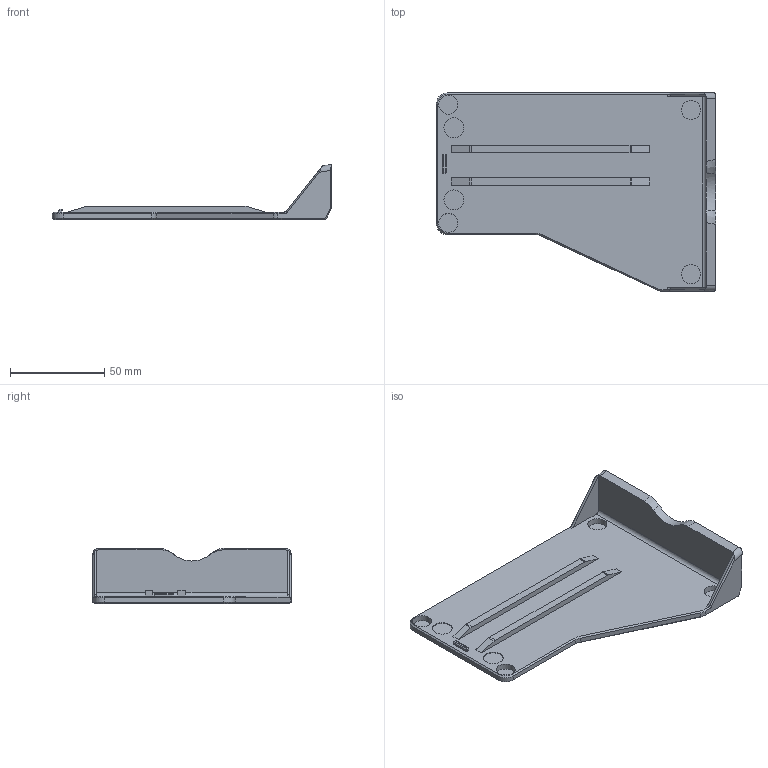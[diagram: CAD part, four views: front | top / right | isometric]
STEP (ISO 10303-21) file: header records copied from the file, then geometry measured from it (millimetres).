
FILE_DESCRIPTION(/* description */ ('STEP AP242','CAx-IF Rec.Pracs.---Representation and Presentation of Product Manufacturing Information (PMI)---4.0---2014-10-13','CAx-IF Rec.Pracs.---3D Tessellated Geometry---0.4---2014-09-14','2;1','CAx-IF Rec.Pracs.---User Defined Attributes---1.5---2016-08-15'),/* implementation_level */ '2;1');
FILE_NAME(/* name */ '690e2df217b50695307229e1',/* time_stamp */ '2025-11-07T17:35:47Z',/* author */ (''),/* organization */ (''),/* preprocessor_version */ 'ST-DEVELOPER v20',/* originating_system */ 'ONSHAPE BY PTC INC, 1.206',/* authorisation */ ' ');
FILE_SCHEMA (('AP242_MANAGED_MODEL_BASED_3D_ENGINEERING_MIM_LF { 1 0 10303 442 1 1 4 }'));
Length unit declared in the file: metre
Products named in the file (1): Case Body Cover
Bounding box: 147.93 x 105 x 29.24 mm (x, y, z)
Volume: 65165.2 mm3; surface area: 34963.2 mm2
Topology: 1 solids, 1 shells, 601 faces, 1682 edges, 1110 vertices
Faces by surface type: plane 462, bspline 84, cylinder 41, cone 12, sphere 2
Full cylindrical faces by diameter (mm): 10.05 x4, 10.5 x2
Entity records: 19299 total; most frequent: CARTESIAN_POINT 4435, ORIENTED_EDGE 3340, DIRECTION 2600, EDGE_CURVE 1670, LINE 1360, VECTOR 1360, VERTEX_POINT 1106, EDGE_LOOP 636
